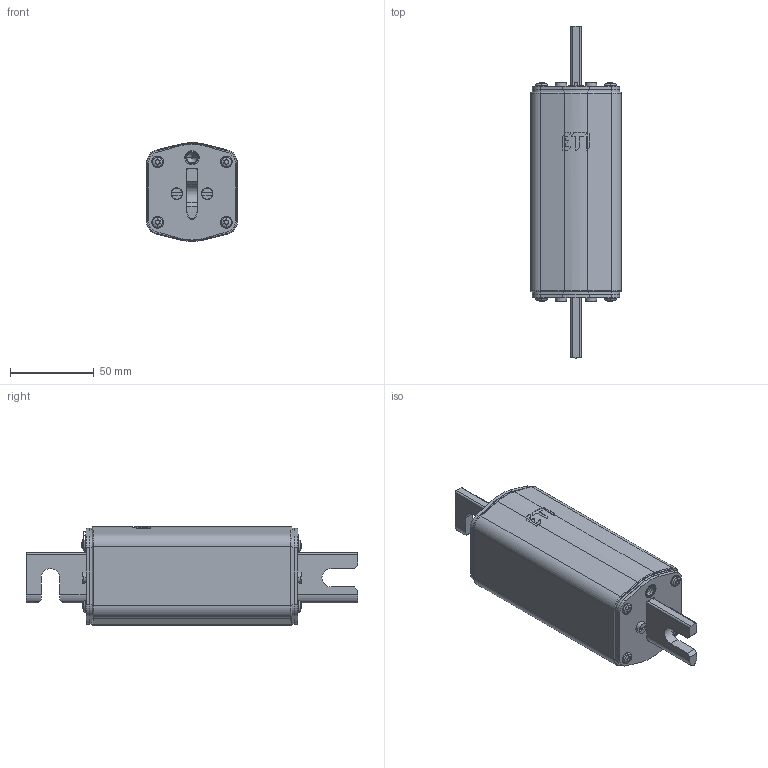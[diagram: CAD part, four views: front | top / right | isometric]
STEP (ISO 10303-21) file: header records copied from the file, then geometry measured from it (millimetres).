
FILE_DESCRIPTION((''),'2;1');
FILE_NAME('2XLS_1100V_ASM','2021-09-27T',('marketing.praksa'),('Audax d.o.o.'),'CREO PARAMETRIC BY PTC INC, 2017480','CREO PARAMETRIC BY PTC INC, 2017480','');
FILE_SCHEMA(('AUTOMOTIVE_DESIGN { 1 0 10303 214 1 1 1 1 }'));
Length unit declared in the file: millimetre
Products named in the file (15): 0000017463_2_1_2; 0000018281_1_1_2; 0000017639_AF0_1_1_2_3_4; 0000018139_AF0_2; 0000017641_ASM_1_ASM; 0000017639_AF3_1_1; 0000017521_AF0_2; 0000017699_ASM_1_ASM; 0000018560_1; 0000015419_1_1_2_3_4_5_6_7_8; 0000004154_1_1_2_3_4; 0000017080_1_1_2_3_4; 0000017079_1_1_2; 0000016201_AF0_1_1_2_3_4_5; 2XLS_1100V_ASM
Assembly tree (26 placements, depth 3):
  2XLS_1100V_ASM
    0000017463_2_1_2
    0000018281_1_1_2  x2
    0000017641_ASM_1_ASM
      0000017639_AF0_1_1_2_3_4
      0000018139_AF0_2
    0000017699_ASM_1_ASM
      0000017639_AF3_1_1
      0000017521_AF0_2
    0000018560_1  x2
    0000015419_1_1_2_3_4_5_6_7_8  x4
    0000004154_1_1_2_3_4  x8
    0000017080_1_1_2_3_4
    0000017079_1_1_2
    0000016201_AF0_1_1_2_3_4_5
Bounding box: 54 x 198 x 58.81 mm (x, y, z)
Volume: 373809.5 mm3; surface area: 70560.5 mm2
Topology: 24 solids, 48 shells, 872 faces, 2331 edges, 1512 vertices
Faces by surface type: cylinder 416, plane 242, torus 68, cone 64, bspline 42, extrusion 24, sphere 16
Entity records: 26488 total; most frequent: CARTESIAN_POINT 5124, DIRECTION 2965, ORIENTED_EDGE 2680, EDGE_CURVE 1369, AXIS2_PLACEMENT_3D 1152, PRESENTATION_STYLE_ASSIGNMENT 1108, STYLED_ITEM 1052, VERTEX_POINT 877
